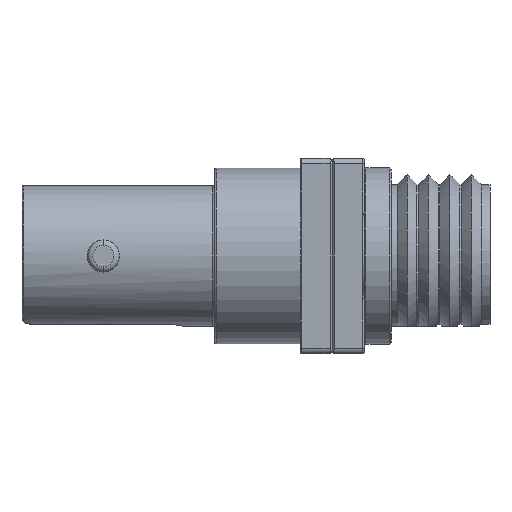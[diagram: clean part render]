
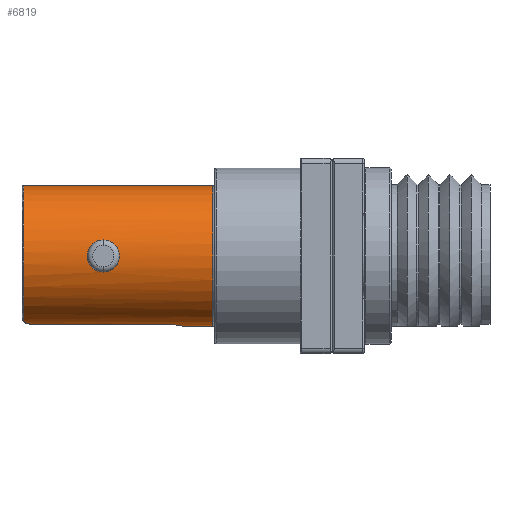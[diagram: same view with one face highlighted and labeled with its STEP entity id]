
A CAD part, left-side view. The second image highlights one B-rep face of the part: STEP entity #6819.
In plain terms, the highlighted cylindrical face has radius 3.34 mm (diameter 6.68 mm), a partial arc.
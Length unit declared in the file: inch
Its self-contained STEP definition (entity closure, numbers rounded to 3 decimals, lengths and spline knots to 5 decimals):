
#1210 = B_SPLINE_CURVE_WITH_KNOTS ( 'NONE', 3,
 ( #1270, #1269, #1268, #1267, #1266, #1265, #1264, #1263 ),
 .UNSPECIFIED., .F., .F.,
 ( 4, 2, 2, 4 ),
 ( 0., 0.00028, 0.00056, 0.00113 ),
 .UNSPECIFIED. ) ;
#1225 = CARTESIAN_POINT ( 'NONE',  ( -0.02865, 0.55, -0.12834 ) ) ;
#1226 = CARTESIAN_POINT ( 'NONE',  ( -0.02865, 0.55747, -0.12834 ) ) ;
#1227 = CARTESIAN_POINT ( 'NONE',  ( -0.03197, 0.56468, -0.12768 ) ) ;
#1228 = CARTESIAN_POINT ( 'NONE',  ( -0.03994, 0.57206, -0.12532 ) ) ;
#1229 = CARTESIAN_POINT ( 'NONE',  ( -0.043, 0.57392, -0.12432 ) ) ;
#1230 = CARTESIAN_POINT ( 'NONE',  ( -0.04955, 0.57641, -0.12186 ) ) ;
#1231 = CARTESIAN_POINT ( 'NONE',  ( -0.05292, 0.577, -0.12044 ) ) ;
#1232 = CARTESIAN_POINT ( 'NONE',  ( -0.05628, 0.577, -0.11885 ) ) ;
#1234 = B_SPLINE_CURVE_WITH_KNOTS ( 'NONE', 3,
 ( #1232, #1231, #1230, #1229, #1228, #1227, #1226, #1225 ),
 .UNSPECIFIED., .F., .F.,
 ( 4, 2, 2, 4 ),
 ( 0., 0.00028, 0.00056, 0.00112 ),
 .UNSPECIFIED. ) ;
#1263 = CARTESIAN_POINT ( 'NONE',  ( 0., 0.277, -0.1315 ) ) ;
#1264 = CARTESIAN_POINT ( 'NONE',  ( -0.00743, 0.277, -0.1315 ) ) ;
#1265 = CARTESIAN_POINT ( 'NONE',  ( -0.01484, 0.27996, -0.13077 ) ) ;
#1266 = CARTESIAN_POINT ( 'NONE',  ( -0.02279, 0.28764, -0.12954 ) ) ;
#1267 = CARTESIAN_POINT ( 'NONE',  ( -0.02495, 0.29074, -0.12912 ) ) ;
#1268 = CARTESIAN_POINT ( 'NONE',  ( -0.02788, 0.29756, -0.12852 ) ) ;
#1269 = CARTESIAN_POINT ( 'NONE',  ( -0.02865, 0.30124, -0.12834 ) ) ;
#1270 = CARTESIAN_POINT ( 'NONE',  ( -0.02865, 0.305, -0.12834 ) ) ;
#1375 = DIRECTION ( 'NONE',  ( 0., 0., -1. ) ) ;
#1376 = DIRECTION ( 'NONE',  ( 0., -1., 0. ) ) ;
#1377 = CARTESIAN_POINT ( 'NONE',  ( 0., 0.58, 0. ) ) ;
#1378 = AXIS2_PLACEMENT_3D ( 'NONE', #1377, #1376, #1375 ) ;
#1379 = CARTESIAN_POINT ( 'NONE',  ( -0.12803, 0.428, 0.03 ) ) ;
#1380 = CARTESIAN_POINT ( 'NONE',  ( -0.12803, 0.42005, 0.03 ) ) ;
#1381 = CARTESIAN_POINT ( 'NONE',  ( -0.12888, 0.41228, 0.02671 ) ) ;
#1382 = CARTESIAN_POINT ( 'NONE',  ( -0.13023, 0.40402, 0.01845 ) ) ;
#1383 = CARTESIAN_POINT ( 'NONE',  ( -0.13068, 0.40179, 0.01511 ) ) ;
#1384 = CARTESIAN_POINT ( 'NONE',  ( -0.13131, 0.39879, 0.00787 ) ) ;
#1385 = CARTESIAN_POINT ( 'NONE',  ( -0.1315, 0.398, 0.00395 ) ) ;
#1386 = CARTESIAN_POINT ( 'NONE',  ( -0.1315, 0.398, -0.00793 ) ) ;
#1387 = CARTESIAN_POINT ( 'NONE',  ( -0.13068, 0.40126, -0.0157 ) ) ;
#1388 = CARTESIAN_POINT ( 'NONE',  ( -0.12932, 0.40957, -0.02399 ) ) ;
#1389 = CARTESIAN_POINT ( 'NONE',  ( -0.12887, 0.41289, -0.02621 ) ) ;
#1390 = CARTESIAN_POINT ( 'NONE',  ( -0.12822, 0.42012, -0.02921 ) ) ;
#1391 = CARTESIAN_POINT ( 'NONE',  ( -0.12803, 0.42408, -0.03 ) ) ;
#1392 = CARTESIAN_POINT ( 'NONE',  ( -0.12803, 0.428, -0.03 ) ) ;
#1393 = CYLINDRICAL_SURFACE ( 'NONE', #1378, 0.1315 ) ;
#1394 = B_SPLINE_CURVE_WITH_KNOTS ( 'NONE', 3,
 ( #1392, #1391, #1390, #1389, #1388, #1387, #1386, #1385, #1384, #1383, #1382, #1381, #1380, #1379 ),
 .UNSPECIFIED., .F., .F.,
 ( 4, 2, 2, 2, 2, 2, 4 ),
 ( 0.00239, 0.00269, 0.00299, 0.00359, 0.00388, 0.00418, 0.00478 ),
 .UNSPECIFIED. ) ;
#1395 = FACE_BOUND ( 'NONE', #6761, .T. ) ;
#1396 = FACE_OUTER_BOUND ( 'NONE', #6841, .T. ) ;
#2632 = CARTESIAN_POINT ( 'NONE',  ( 0., 0.577, 0.1315 ) ) ;
#2858 = CARTESIAN_POINT ( 'NONE',  ( -0.02865, 0.305, -0.12834 ) ) ;
#2917 = DIRECTION ( 'NONE',  ( 0., -1., 0. ) ) ;
#2918 = VECTOR ( 'NONE', #2917, 39.37008 ) ;
#2919 = CARTESIAN_POINT ( 'NONE',  ( -0.02865, 0.58, -0.12834 ) ) ;
#2920 = LINE ( 'NONE', #2919, #2918 ) ;
#3016 = CARTESIAN_POINT ( 'NONE',  ( -0.02865, 0.55, -0.12834 ) ) ;
#3223 = DIRECTION ( 'NONE',  ( 0., 0., 1. ) ) ;
#3224 = DIRECTION ( 'NONE',  ( 0., -1., 0. ) ) ;
#3225 = CARTESIAN_POINT ( 'NONE',  ( 0., 0.577, 0. ) ) ;
#3226 = AXIS2_PLACEMENT_3D ( 'NONE', #3225, #3224, #3223 ) ;
#3227 = CIRCLE ( 'NONE', #3226, 0.1315 ) ;
#3309 = CARTESIAN_POINT ( 'NONE',  ( -0.05628, 0.577, -0.11885 ) ) ;
#3664 = DIRECTION ( 'NONE',  ( 0., 0., 1. ) ) ;
#3665 = DIRECTION ( 'NONE',  ( 0., 1., 0. ) ) ;
#3666 = CARTESIAN_POINT ( 'NONE',  ( 0., 0.223, 0. ) ) ;
#3667 = AXIS2_PLACEMENT_3D ( 'NONE', #3666, #3665, #3664 ) ;
#3668 = CIRCLE ( 'NONE', #3667, 0.1315 ) ;
#3726 = CARTESIAN_POINT ( 'NONE',  ( 0., 0.223, 0.1315 ) ) ;
#3727 = CARTESIAN_POINT ( 'NONE',  ( 0., 0.223, -0.1315 ) ) ;
#4380 = B_SPLINE_CURVE_WITH_KNOTS ( 'NONE', 3,
 ( #4445, #4444, #4443, #4442, #4441, #4440, #4439, #4438, #4437, #4436, #4435, #4434, #4433, #4432, #4431, #4430, #4429, #4428 ),
 .UNSPECIFIED., .F., .F.,
 ( 4, 2, 2, 2, 2, 2, 2, 2, 4 ),
 ( 0., 0.0003, 0.0006, 0.0009, 0.0012, 0.00149, 0.00179, 0.00209, 0.00239 ),
 .UNSPECIFIED. ) ;
#4389 = CARTESIAN_POINT ( 'NONE',  ( -0.12803, 0.428, 0.03 ) ) ;
#4428 = CARTESIAN_POINT ( 'NONE',  ( -0.12803, 0.428, -0.03 ) ) ;
#4429 = CARTESIAN_POINT ( 'NONE',  ( -0.12803, 0.43192, -0.03 ) ) ;
#4430 = CARTESIAN_POINT ( 'NONE',  ( -0.12822, 0.43587, -0.02921 ) ) ;
#4431 = CARTESIAN_POINT ( 'NONE',  ( -0.12887, 0.44312, -0.02621 ) ) ;
#4432 = CARTESIAN_POINT ( 'NONE',  ( -0.12932, 0.44642, -0.024 ) ) ;
#4433 = CARTESIAN_POINT ( 'NONE',  ( -0.13023, 0.45199, -0.01843 ) ) ;
#4434 = CARTESIAN_POINT ( 'NONE',  ( -0.13068, 0.4542, -0.01514 ) ) ;
#4435 = CARTESIAN_POINT ( 'NONE',  ( -0.13132, 0.45722, -0.00785 ) ) ;
#4436 = CARTESIAN_POINT ( 'NONE',  ( -0.1315, 0.458, -0.00392 ) ) ;
#4437 = CARTESIAN_POINT ( 'NONE',  ( -0.1315, 0.458, 0.00394 ) ) ;
#4438 = CARTESIAN_POINT ( 'NONE',  ( -0.13131, 0.4572, 0.0079 ) ) ;
#4439 = CARTESIAN_POINT ( 'NONE',  ( -0.13068, 0.45421, 0.01511 ) ) ;
#4440 = CARTESIAN_POINT ( 'NONE',  ( -0.13023, 0.45197, 0.01845 ) ) ;
#4441 = CARTESIAN_POINT ( 'NONE',  ( -0.12933, 0.44646, 0.02397 ) ) ;
#4442 = CARTESIAN_POINT ( 'NONE',  ( -0.12887, 0.44314, 0.0262 ) ) ;
#4443 = CARTESIAN_POINT ( 'NONE',  ( -0.12822, 0.43588, 0.02921 ) ) ;
#4444 = CARTESIAN_POINT ( 'NONE',  ( -0.12803, 0.43198, 0.03 ) ) ;
#4445 = CARTESIAN_POINT ( 'NONE',  ( -0.12803, 0.428, 0.03 ) ) ;
#4477 = CARTESIAN_POINT ( 'NONE',  ( -0.12803, 0.428, -0.03 ) ) ;
#5160 = DIRECTION ( 'NONE',  ( 0., -1., 0. ) ) ;
#5161 = VECTOR ( 'NONE', #5160, 39.37008 ) ;
#5162 = CARTESIAN_POINT ( 'NONE',  ( 0., 0.58, 0.1315 ) ) ;
#5163 = LINE ( 'NONE', #5162, #5161 ) ;
#5203 = DIRECTION ( 'NONE',  ( 0., -1., 0. ) ) ;
#5204 = VECTOR ( 'NONE', #5203, 39.37008 ) ;
#5205 = CARTESIAN_POINT ( 'NONE',  ( 0., 0.58, -0.1315 ) ) ;
#5210 = LINE ( 'NONE', #5205, #5204 ) ;
#5333 = CARTESIAN_POINT ( 'NONE',  ( 0., 0.277, -0.1315 ) ) ;
#6205 = VERTEX_POINT ( 'NONE', #2632 ) ;
#6287 = VERTEX_POINT ( 'NONE', #2858 ) ;
#6289 = EDGE_CURVE ( 'NONE', #6349, #6287, #2920, .T. ) ;
#6349 = VERTEX_POINT ( 'NONE', #3016 ) ;
#6417 = EDGE_CURVE ( 'NONE', #6205, #6433, #3227, .T. ) ;
#6433 = VERTEX_POINT ( 'NONE', #3309 ) ;
#6491 = EDGE_CURVE ( 'NONE', #6492, #6493, #3668, .T. ) ;
#6492 = VERTEX_POINT ( 'NONE', #3727 ) ;
#6493 = VERTEX_POINT ( 'NONE', #3726 ) ;
#6745 = ORIENTED_EDGE ( 'NONE', *, *, #6746, .T. ) ;
#6746 = EDGE_CURVE ( 'NONE', #6433, #6349, #1234, .T. ) ;
#6747 = ORIENTED_EDGE ( 'NONE', *, *, #6289, .T. ) ;
#6748 = ORIENTED_EDGE ( 'NONE', *, *, #6758, .T. ) ;
#6758 = EDGE_CURVE ( 'NONE', #6287, #7909, #1210, .T. ) ;
#6759 = ORIENTED_EDGE ( 'NONE', *, *, #7873, .T. ) ;
#6760 = ORIENTED_EDGE ( 'NONE', *, *, #6491, .T. ) ;
#6761 = EDGE_LOOP ( 'NONE', ( #6762, #6817 ) ) ;
#6762 = ORIENTED_EDGE ( 'NONE', *, *, #7523, .F. ) ;
#6816 = ORIENTED_EDGE ( 'NONE', *, *, #6417, .T. ) ;
#6817 = ORIENTED_EDGE ( 'NONE', *, *, #6818, .F. ) ;
#6818 = EDGE_CURVE ( 'NONE', #7550, #7520, #1394, .T. ) ;
#6819 = ADVANCED_FACE ( 'NONE', ( #1396, #1395 ), #1393, .T. ) ;
#6841 = EDGE_LOOP ( 'NONE', ( #6937, #6816, #6745, #6747, #6748, #6759, #6760 ) ) ;
#6937 = ORIENTED_EDGE ( 'NONE', *, *, #7859, .F. ) ;
#7520 = VERTEX_POINT ( 'NONE', #4389 ) ;
#7523 = EDGE_CURVE ( 'NONE', #7520, #7550, #4380, .T. ) ;
#7550 = VERTEX_POINT ( 'NONE', #4477 ) ;
#7859 = EDGE_CURVE ( 'NONE', #6205, #6493, #5163, .T. ) ;
#7873 = EDGE_CURVE ( 'NONE', #7909, #6492, #5210, .T. ) ;
#7909 = VERTEX_POINT ( 'NONE', #5333 ) ;
